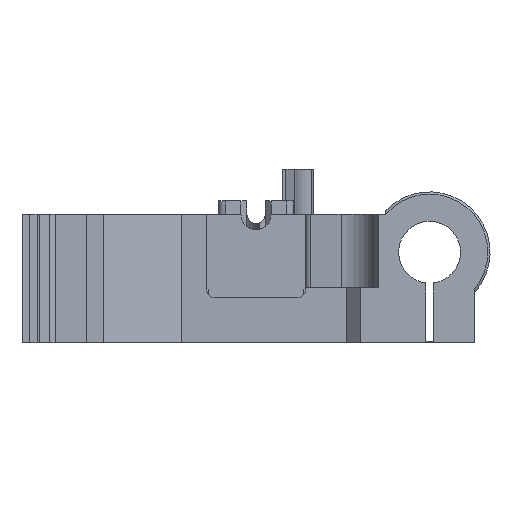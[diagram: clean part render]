
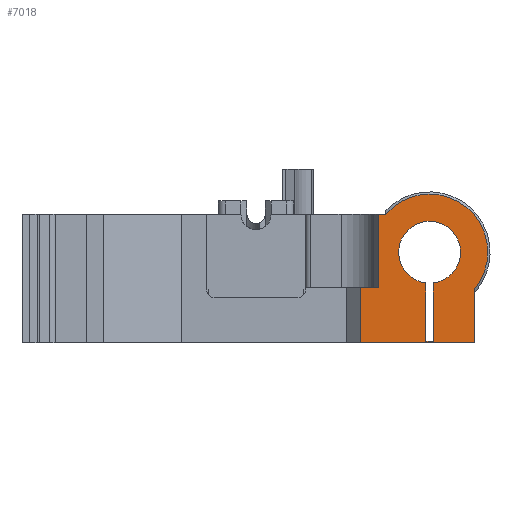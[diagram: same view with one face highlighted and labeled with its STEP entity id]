
A CAD part, front view. The second image highlights one B-rep face of the part: STEP entity #7018.
In plain terms, the highlighted planar face has unit normal (0, -1, 0).
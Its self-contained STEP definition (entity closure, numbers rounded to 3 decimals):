
#64=FACE_BOUND('',#872,.T.);
#195=PLANE('',#7472);
#483=FACE_OUTER_BOUND('',#871,.T.);
#871=EDGE_LOOP('',(#5169,#5170,#5171,#5172,#5173,#5174,#5175,#5176));
#872=EDGE_LOOP('',(#5177,#5178,#5179,#5180));
#1302=LINE('',#10125,#2097);
#1420=LINE('',#10491,#2215);
#1421=LINE('',#10502,#2216);
#1422=LINE('',#10504,#2217);
#1423=LINE('',#10506,#2218);
#1424=LINE('',#10508,#2219);
#1425=LINE('',#10509,#2220);
#1426=LINE('',#10512,#2221);
#1427=LINE('',#10516,#2222);
#1428=LINE('',#10517,#2223);
#2097=VECTOR('',#8092,10.);
#2215=VECTOR('',#8362,10.);
#2216=VECTOR('',#8369,10.);
#2217=VECTOR('',#8370,10.);
#2218=VECTOR('',#8371,10.);
#2219=VECTOR('',#8372,10.);
#2220=VECTOR('',#8373,10.);
#2221=VECTOR('',#8374,10.);
#2222=VECTOR('',#8377,10.);
#2223=VECTOR('',#8378,10.);
#2861=CIRCLE('',#7471,7.7);
#2862=CIRCLE('',#7473,4.1);
#3103=VERTEX_POINT('',#10122);
#3104=VERTEX_POINT('',#10124);
#3215=VERTEX_POINT('',#10488);
#3216=VERTEX_POINT('',#10490);
#3217=VERTEX_POINT('',#10496);
#3218=VERTEX_POINT('',#10503);
#3219=VERTEX_POINT('',#10505);
#3220=VERTEX_POINT('',#10507);
#3221=VERTEX_POINT('',#10510);
#3222=VERTEX_POINT('',#10511);
#3223=VERTEX_POINT('',#10513);
#3224=VERTEX_POINT('',#10515);
#3802=EDGE_CURVE('',#3103,#3104,#1302,.T.);
#3959=EDGE_CURVE('',#3216,#3215,#1420,.T.);
#3961=EDGE_CURVE('',#3216,#3217,#2861,.T.);
#3963=EDGE_CURVE('',#3217,#3103,#1421,.T.);
#3964=EDGE_CURVE('',#3215,#3218,#1422,.T.);
#3965=EDGE_CURVE('',#3219,#3218,#1423,.T.);
#3966=EDGE_CURVE('',#3220,#3219,#1424,.T.);
#3967=EDGE_CURVE('',#3220,#3104,#1425,.T.);
#3968=EDGE_CURVE('',#3221,#3222,#1426,.T.);
#3969=EDGE_CURVE('',#3222,#3223,#2862,.T.);
#3970=EDGE_CURVE('',#3223,#3224,#1427,.T.);
#3971=EDGE_CURVE('',#3224,#3221,#1428,.T.);
#5169=ORIENTED_EDGE('',*,*,#3963,.F.);
#5170=ORIENTED_EDGE('',*,*,#3961,.F.);
#5171=ORIENTED_EDGE('',*,*,#3959,.T.);
#5172=ORIENTED_EDGE('',*,*,#3964,.T.);
#5173=ORIENTED_EDGE('',*,*,#3965,.F.);
#5174=ORIENTED_EDGE('',*,*,#3966,.F.);
#5175=ORIENTED_EDGE('',*,*,#3967,.T.);
#5176=ORIENTED_EDGE('',*,*,#3802,.F.);
#5177=ORIENTED_EDGE('',*,*,#3968,.T.);
#5178=ORIENTED_EDGE('',*,*,#3969,.T.);
#5179=ORIENTED_EDGE('',*,*,#3970,.T.);
#5180=ORIENTED_EDGE('',*,*,#3971,.T.);
#7018=ADVANCED_FACE('',(#483,#64),#195,.T.);
#7471=AXIS2_PLACEMENT_3D('',#10497,#8365,#8366);
#7472=AXIS2_PLACEMENT_3D('',#10501,#8367,#8368);
#7473=AXIS2_PLACEMENT_3D('',#10514,#8375,#8376);
#8092=DIRECTION('',(-1.,0.,0.));
#8362=DIRECTION('',(0.,0.,-1.));
#8365=DIRECTION('center_axis',(0.,1.,0.));
#8366=DIRECTION('ref_axis',(1.,0.,0.));
#8367=DIRECTION('center_axis',(0.,-1.,0.));
#8368=DIRECTION('ref_axis',(0.,0.,-1.));
#8369=DIRECTION('',(0.,0.,-1.));
#8370=DIRECTION('',(-1.,0.,0.));
#8371=DIRECTION('',(0.,0.,1.));
#8372=DIRECTION('',(1.,0.,0.));
#8373=DIRECTION('',(0.,0.,-1.));
#8374=DIRECTION('',(0.,0.,1.));
#8375=DIRECTION('center_axis',(0.,1.,0.));
#8376=DIRECTION('ref_axis',(-1.,0.,0.));
#8377=DIRECTION('',(0.,0.,-1.));
#8378=DIRECTION('',(-1.,0.,0.));
#10122=CARTESIAN_POINT('',(29.,-82.2,-17.));
#10124=CARTESIAN_POINT('',(13.85,-82.2,-17.));
#10125=CARTESIAN_POINT('',(5.32,-82.2,-17.));
#10488=CARTESIAN_POINT('',(17.2,-82.2,0.));
#10490=CARTESIAN_POINT('',(17.2,-82.2,0.065));
#10491=CARTESIAN_POINT('',(17.2,-82.2,-2.));
#10496=CARTESIAN_POINT('',(29.,-82.2,-9.826));
#10497=CARTESIAN_POINT('Origin',(23.,-82.2,-5.));
#10501=CARTESIAN_POINT('Origin',(23.,-82.2,-5.));
#10502=CARTESIAN_POINT('',(29.,-82.2,-9.1));
#10503=CARTESIAN_POINT('',(16.2,-82.2,0.));
#10504=CARTESIAN_POINT('',(20.1,-82.2,0.));
#10505=CARTESIAN_POINT('',(16.2,-82.2,-9.7));
#10506=CARTESIAN_POINT('',(16.2,-82.2,-9.7));
#10507=CARTESIAN_POINT('',(13.85,-82.2,-9.7));
#10508=CARTESIAN_POINT('',(12.813,-82.2,-9.7));
#10509=CARTESIAN_POINT('',(13.85,-82.2,-9.7));
#10510=CARTESIAN_POINT('',(22.5,-82.2,-16.8));
#10511=CARTESIAN_POINT('',(22.5,-82.2,-9.069));
#10512=CARTESIAN_POINT('',(22.5,-82.2,-10.9));
#10513=CARTESIAN_POINT('',(23.5,-82.2,-9.069));
#10514=CARTESIAN_POINT('Origin',(23.,-82.2,-5.));
#10515=CARTESIAN_POINT('',(23.5,-82.2,-16.8));
#10516=CARTESIAN_POINT('',(23.5,-82.2,-6.607));
#10517=CARTESIAN_POINT('',(23.25,-82.2,-16.8));
